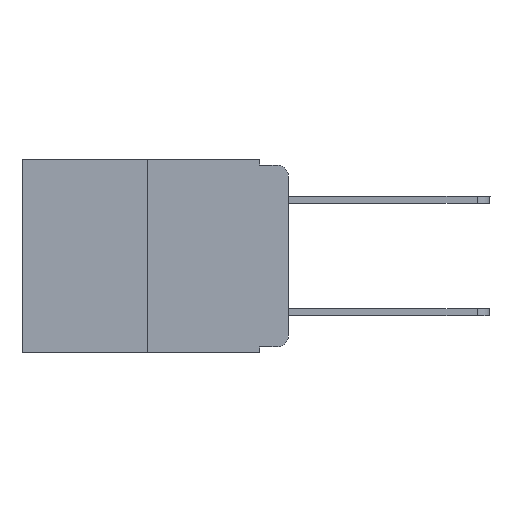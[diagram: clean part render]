
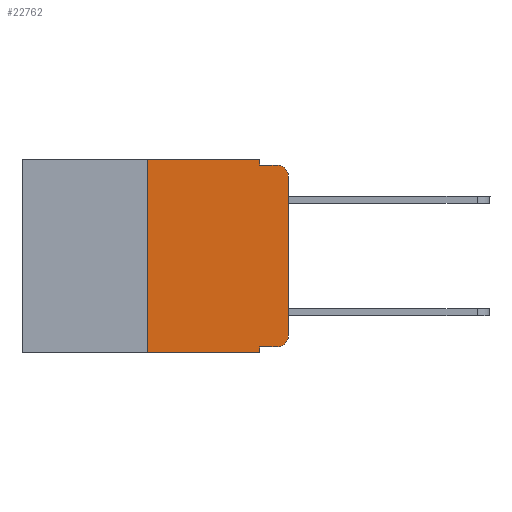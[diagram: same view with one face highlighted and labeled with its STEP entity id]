
A CAD part, left-side view. The second image highlights one B-rep face of the part: STEP entity #22762.
In plain terms, the highlighted planar face has unit normal (-1, 0, 0).
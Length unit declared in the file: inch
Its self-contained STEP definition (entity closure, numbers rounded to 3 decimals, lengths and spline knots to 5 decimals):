
#65 = LINE ( 'NONE', #5113, #2224 ) ;
#325 = VECTOR ( 'NONE', #21504, 39.37008 ) ;
#430 = VERTEX_POINT ( 'NONE', #17999 ) ;
#443 = VERTEX_POINT ( 'NONE', #9890 ) ;
#640 = CARTESIAN_POINT ( 'NONE',  ( 0., 0., -0.03 ) ) ;
#686 = DIRECTION ( 'NONE',  ( 0., 0., 1. ) ) ;
#910 = CARTESIAN_POINT ( 'NONE',  ( 0., 0.051, 0. ) ) ;
#920 = ORIENTED_EDGE ( 'NONE', *, *, #5842, .T. ) ;
#1217 = DIRECTION ( 'NONE',  ( 0., 0., -1. ) ) ;
#2224 = VECTOR ( 'NONE', #7114, 39.37008 ) ;
#2238 = CARTESIAN_POINT ( 'NONE',  ( 0., 0.02, -0.333 ) ) ;
#2669 = DIRECTION ( 'NONE',  ( 0., 0., -1. ) ) ;
#2952 = CIRCLE ( 'NONE', #3709, 0.02 ) ;
#3080 = VERTEX_POINT ( 'NONE', #13984 ) ;
#3212 = DIRECTION ( 'NONE',  ( -1., 0., 0. ) ) ;
#3560 = CARTESIAN_POINT ( 'NONE',  ( 0., 0.051, -0.333 ) ) ;
#3709 = AXIS2_PLACEMENT_3D ( 'NONE', #3891, #14808, #11054 ) ;
#3828 = VERTEX_POINT ( 'NONE', #9694 ) ;
#3891 = CARTESIAN_POINT ( 'NONE',  ( 0., 0.02, -0.313 ) ) ;
#4430 = EDGE_CURVE ( 'NONE', #3828, #443, #8810, .T. ) ;
#4519 = VERTEX_POINT ( 'NONE', #10682 ) ;
#4571 = LINE ( 'NONE', #11751, #17130 ) ;
#4773 = EDGE_CURVE ( 'NONE', #430, #4519, #4571, .T. ) ;
#4923 = ORIENTED_EDGE ( 'NONE', *, *, #7121, .F. ) ;
#5113 = CARTESIAN_POINT ( 'NONE',  ( 0., 0.473, -0.343 ) ) ;
#5498 = VECTOR ( 'NONE', #16074, 39.37008 ) ;
#5842 = EDGE_CURVE ( 'NONE', #22717, #443, #8582, .T. ) ;
#5989 = EDGE_CURVE ( 'NONE', #3080, #11500, #7543, .T. ) ;
#6290 = VECTOR ( 'NONE', #10712, 39.37008 ) ;
#6439 = ORIENTED_EDGE ( 'NONE', *, *, #4773, .F. ) ;
#6602 = CARTESIAN_POINT ( 'NONE',  ( 0., 0.02, -0.03 ) ) ;
#7114 = DIRECTION ( 'NONE',  ( 0., -1., 0. ) ) ;
#7121 = EDGE_CURVE ( 'NONE', #13374, #3828, #20108, .T. ) ;
#7407 = ORIENTED_EDGE ( 'NONE', *, *, #12981, .T. ) ;
#7469 = AXIS2_PLACEMENT_3D ( 'NONE', #12760, #12630, #9122 ) ;
#7543 = LINE ( 'NONE', #3560, #6290 ) ;
#7587 = EDGE_CURVE ( 'NONE', #11500, #8459, #2952, .T. ) ;
#8459 = VERTEX_POINT ( 'NONE', #11109 ) ;
#8488 = LINE ( 'NONE', #15638, #20589 ) ;
#8582 = CIRCLE ( 'NONE', #21685, 0.02 ) ;
#8773 = EDGE_LOOP ( 'NONE', ( #7407, #920, #11308, #4923, #13559, #6439, #17745, #14051, #21747, #14844 ) ) ;
#8810 = LINE ( 'NONE', #8924, #5498 ) ;
#8924 = CARTESIAN_POINT ( 'NONE',  ( 0., 0.051, -0.01 ) ) ;
#9122 = DIRECTION ( 'NONE',  ( 0., 0., -1. ) ) ;
#9351 = PLANE ( 'NONE',  #7469 ) ;
#9694 = CARTESIAN_POINT ( 'NONE',  ( 0., 0.051, -0.01 ) ) ;
#9890 = CARTESIAN_POINT ( 'NONE',  ( 0., 0.02, -0.01 ) ) ;
#9930 = CARTESIAN_POINT ( 'NONE',  ( 0., 0.051, 0. ) ) ;
#10682 = CARTESIAN_POINT ( 'NONE',  ( 0., 0.25, 0. ) ) ;
#10712 = DIRECTION ( 'NONE',  ( 0., -1., 0. ) ) ;
#11054 = DIRECTION ( 'NONE',  ( 0., 0., -1. ) ) ;
#11102 = FACE_OUTER_BOUND ( 'NONE', #8773, .T. ) ;
#11109 = CARTESIAN_POINT ( 'NONE',  ( 0., 0., -0.313 ) ) ;
#11308 = ORIENTED_EDGE ( 'NONE', *, *, #4430, .F. ) ;
#11500 = VERTEX_POINT ( 'NONE', #2238 ) ;
#11549 = CARTESIAN_POINT ( 'NONE',  ( 0., 0.051, 0. ) ) ;
#11751 = CARTESIAN_POINT ( 'NONE',  ( 0., 0.25, 0. ) ) ;
#12630 = DIRECTION ( 'NONE',  ( 1., 0., 0. ) ) ;
#12760 = CARTESIAN_POINT ( 'NONE',  ( 0., 0.473, 0. ) ) ;
#12981 = EDGE_CURVE ( 'NONE', #8459, #22717, #8488, .T. ) ;
#13197 = DIRECTION ( 'NONE',  ( 0., 0., -1. ) ) ;
#13374 = VERTEX_POINT ( 'NONE', #910 ) ;
#13545 = DIRECTION ( 'NONE',  ( 0., 0., 1. ) ) ;
#13559 = ORIENTED_EDGE ( 'NONE', *, *, #14506, .F. ) ;
#13984 = CARTESIAN_POINT ( 'NONE',  ( 0., 0.051, -0.333 ) ) ;
#14051 = ORIENTED_EDGE ( 'NONE', *, *, #16989, .F. ) ;
#14506 = EDGE_CURVE ( 'NONE', #4519, #13374, #16325, .T. ) ;
#14685 = VECTOR ( 'NONE', #2669, 39.37008 ) ;
#14808 = DIRECTION ( 'NONE',  ( -1., 0., 0. ) ) ;
#14844 = ORIENTED_EDGE ( 'NONE', *, *, #7587, .T. ) ;
#15638 = CARTESIAN_POINT ( 'NONE',  ( 0., 0., 0. ) ) ;
#16074 = DIRECTION ( 'NONE',  ( 0., -1., 0. ) ) ;
#16325 = LINE ( 'NONE', #17979, #325 ) ;
#16938 = CARTESIAN_POINT ( 'NONE',  ( 0., 0.051, -0.343 ) ) ;
#16989 = EDGE_CURVE ( 'NONE', #3080, #19211, #22029, .T. ) ;
#17130 = VECTOR ( 'NONE', #686, 39.37008 ) ;
#17745 = ORIENTED_EDGE ( 'NONE', *, *, #22596, .T. ) ;
#17979 = CARTESIAN_POINT ( 'NONE',  ( 0., 0.473, 0. ) ) ;
#17999 = CARTESIAN_POINT ( 'NONE',  ( 0., 0.25, -0.343 ) ) ;
#19211 = VERTEX_POINT ( 'NONE', #16938 ) ;
#20108 = LINE ( 'NONE', #11549, #23167 ) ;
#20589 = VECTOR ( 'NONE', #13545, 39.37008 ) ;
#21504 = DIRECTION ( 'NONE',  ( 0., -1., 0. ) ) ;
#21685 = AXIS2_PLACEMENT_3D ( 'NONE', #6602, #3212, #1217 ) ;
#21747 = ORIENTED_EDGE ( 'NONE', *, *, #5989, .T. ) ;
#22029 = LINE ( 'NONE', #9930, #14685 ) ;
#22596 = EDGE_CURVE ( 'NONE', #430, #19211, #65, .T. ) ;
#22717 = VERTEX_POINT ( 'NONE', #640 ) ;
#22762 = ADVANCED_FACE ( 'NONE', ( #11102 ), #9351, .F. ) ;
#23167 = VECTOR ( 'NONE', #13197, 39.37008 ) ;
